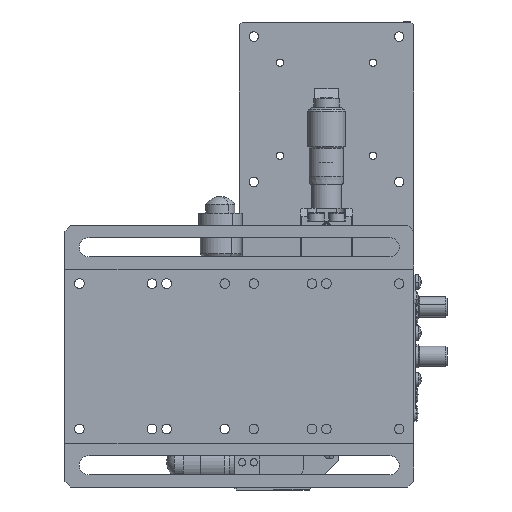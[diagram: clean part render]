
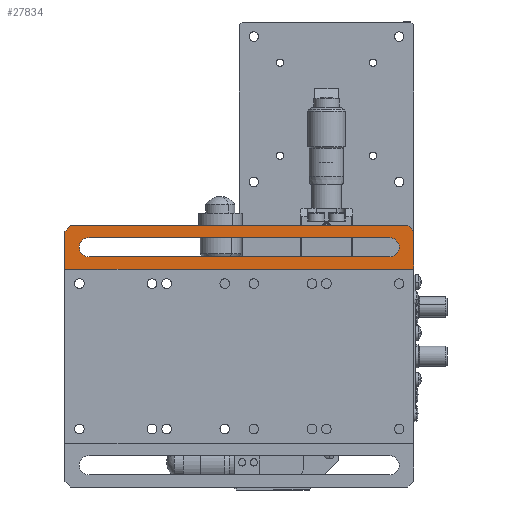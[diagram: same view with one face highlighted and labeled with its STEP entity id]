
A CAD part, front view. The second image highlights one B-rep face of the part: STEP entity #27834.
In plain terms, the highlighted planar face has unit normal (0, -1, 0).
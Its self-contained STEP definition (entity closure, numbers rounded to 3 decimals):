
#1865 = CARTESIAN_POINT ( 'NONE',  ( 60., 0., 30. ) ) ;
#1963 = ORIENTED_EDGE ( 'NONE', *, *, #23171, .F. ) ;
#2292 = DIRECTION ( 'NONE',  ( 0., 0., -1. ) ) ;
#2527 = VERTEX_POINT ( 'NONE', #7686 ) ;
#3148 = VERTEX_POINT ( 'NONE', #19760 ) ;
#3403 = EDGE_CURVE ( 'NONE', #3148, #37129, #53036, .T. ) ;
#6748 = DIRECTION ( 'NONE',  ( 0., 0., -1. ) ) ;
#7686 = CARTESIAN_POINT ( 'NONE',  ( 51.7, 0., 40.8 ) ) ;
#8774 = ORIENTED_EDGE ( 'NONE', *, *, #19756, .T. ) ;
#10292 = DIRECTION ( 'NONE',  ( -0.707, 0., 0.707 ) ) ;
#11849 = DIRECTION ( 'NONE',  ( 1., 0., 0. ) ) ;
#12012 = ORIENTED_EDGE ( 'NONE', *, *, #68221, .T. ) ;
#12436 = VECTOR ( 'NONE', #13657, 1000. ) ;
#13109 = FACE_OUTER_BOUND ( 'NONE', #49760, .T. ) ;
#13657 = DIRECTION ( 'NONE',  ( -1., 0., 0. ) ) ;
#14160 = ORIENTED_EDGE ( 'NONE', *, *, #24801, .F. ) ;
#15237 = VECTOR ( 'NONE', #10292, 1000. ) ;
#15684 = AXIS2_PLACEMENT_3D ( 'NONE', #49463, #48947, #61139 ) ;
#17688 = EDGE_CURVE ( 'NONE', #78874, #68164, #53163, .T. ) ;
#18256 = LINE ( 'NONE', #61122, #77365 ) ;
#18895 = VERTEX_POINT ( 'NONE', #32244 ) ;
#19535 = DIRECTION ( 'NONE',  ( 0., 1., 0. ) ) ;
#19586 = VERTEX_POINT ( 'NONE', #65939 ) ;
#19756 = EDGE_CURVE ( 'NONE', #2527, #28451, #63307, .T. ) ;
#19760 = CARTESIAN_POINT ( 'NONE',  ( 60., 0., 43. ) ) ;
#20370 = VECTOR ( 'NONE', #56377, 1000. ) ;
#21526 = ORIENTED_EDGE ( 'NONE', *, *, #75432, .F. ) ;
#23171 = EDGE_CURVE ( 'NONE', #19586, #28451, #41243, .T. ) ;
#23455 = CARTESIAN_POINT ( 'NONE',  ( -60., 0., 30. ) ) ;
#24801 = EDGE_CURVE ( 'NONE', #68164, #62924, #76667, .T. ) ;
#26283 = DIRECTION ( 'NONE',  ( 1., 0., 0. ) ) ;
#27164 = EDGE_CURVE ( 'NONE', #3148, #78874, #65523, .T. ) ;
#27834 = ADVANCED_FACE ( 'NONE', ( #13109, #31548 ), #58531, .T. ) ;
#28451 = VERTEX_POINT ( 'NONE', #57880 ) ;
#29566 = EDGE_LOOP ( 'NONE', ( #8774, #1963, #12012, #55417 ) ) ;
#29909 = ORIENTED_EDGE ( 'NONE', *, *, #51759, .T. ) ;
#31260 = DIRECTION ( 'NONE',  ( 0., 0., 1. ) ) ;
#31548 = FACE_BOUND ( 'NONE', #29566, .T. ) ;
#32244 = CARTESIAN_POINT ( 'NONE',  ( -51.7, 0., 40.8 ) ) ;
#34924 = CARTESIAN_POINT ( 'NONE',  ( 51.5, 0., 51.5 ) ) ;
#36041 = VECTOR ( 'NONE', #26283, 1000. ) ;
#37129 = VERTEX_POINT ( 'NONE', #40005 ) ;
#38032 = EDGE_CURVE ( 'NONE', #18895, #2527, #52483, .T. ) ;
#39047 = CARTESIAN_POINT ( 'NONE',  ( 0., 0., 0. ) ) ;
#40005 = CARTESIAN_POINT ( 'NONE',  ( 58., 0., 45. ) ) ;
#40422 = VECTOR ( 'NONE', #51176, 1000. ) ;
#40444 = DIRECTION ( 'NONE',  ( 1., 0., 0. ) ) ;
#41243 = LINE ( 'NONE', #71338, #68403 ) ;
#41268 = VERTEX_POINT ( 'NONE', #54160 ) ;
#41371 = AXIS2_PLACEMENT_3D ( 'NONE', #56147, #19535, #31260 ) ;
#44779 = CARTESIAN_POINT ( 'NONE',  ( -60., 0., 30. ) ) ;
#48947 = DIRECTION ( 'NONE',  ( 0., 1., 0. ) ) ;
#49463 = CARTESIAN_POINT ( 'NONE',  ( -51.7, 0., 37.5 ) ) ;
#49760 = EDGE_LOOP ( 'NONE', ( #64604, #49795, #21526, #29909, #14160, #57237 ) ) ;
#49795 = ORIENTED_EDGE ( 'NONE', *, *, #3403, .T. ) ;
#49965 = VECTOR ( 'NONE', #6748, 1000. ) ;
#50907 = CARTESIAN_POINT ( 'NONE',  ( -51.5, 0., 51.5 ) ) ;
#51176 = DIRECTION ( 'NONE',  ( -0.707, 0., -0.707 ) ) ;
#51759 = EDGE_CURVE ( 'NONE', #41268, #62924, #58825, .T. ) ;
#52483 = LINE ( 'NONE', #63473, #36041 ) ;
#53036 = LINE ( 'NONE', #34924, #15237 ) ;
#53163 = LINE ( 'NONE', #44779, #12436 ) ;
#54160 = CARTESIAN_POINT ( 'NONE',  ( -58., 0., 45. ) ) ;
#55417 = ORIENTED_EDGE ( 'NONE', *, *, #38032, .T. ) ;
#56147 = CARTESIAN_POINT ( 'NONE',  ( 51.7, 0., 37.5 ) ) ;
#56377 = DIRECTION ( 'NONE',  ( 0., 0., 1. ) ) ;
#57237 = ORIENTED_EDGE ( 'NONE', *, *, #17688, .F. ) ;
#57880 = CARTESIAN_POINT ( 'NONE',  ( 51.7, 0., 34.2 ) ) ;
#58531 = PLANE ( 'NONE',  #78860 ) ;
#58825 = LINE ( 'NONE', #50907, #40422 ) ;
#59393 = CIRCLE ( 'NONE', #15684, 3.3 ) ;
#60091 = CARTESIAN_POINT ( 'NONE',  ( -60., 0., 43. ) ) ;
#61122 = CARTESIAN_POINT ( 'NONE',  ( -60., 0., 45. ) ) ;
#61139 = DIRECTION ( 'NONE',  ( 0., 0., 1. ) ) ;
#62924 = VERTEX_POINT ( 'NONE', #60091 ) ;
#63307 = CIRCLE ( 'NONE', #41371, 3.3 ) ;
#63473 = CARTESIAN_POINT ( 'NONE',  ( -51.7, 0., 40.8 ) ) ;
#64604 = ORIENTED_EDGE ( 'NONE', *, *, #27164, .F. ) ;
#65523 = LINE ( 'NONE', #68172, #49965 ) ;
#65939 = CARTESIAN_POINT ( 'NONE',  ( -51.7, 0., 34.2 ) ) ;
#68164 = VERTEX_POINT ( 'NONE', #23455 ) ;
#68172 = CARTESIAN_POINT ( 'NONE',  ( 60., 0., 45. ) ) ;
#68221 = EDGE_CURVE ( 'NONE', #19586, #18895, #59393, .T. ) ;
#68312 = CARTESIAN_POINT ( 'NONE',  ( -60., 0., 45. ) ) ;
#68403 = VECTOR ( 'NONE', #40444, 1000. ) ;
#71338 = CARTESIAN_POINT ( 'NONE',  ( -51.7, 0., 34.2 ) ) ;
#75432 = EDGE_CURVE ( 'NONE', #41268, #37129, #18256, .T. ) ;
#76667 = LINE ( 'NONE', #68312, #20370 ) ;
#76716 = DIRECTION ( 'NONE',  ( 0., -1., 0. ) ) ;
#77365 = VECTOR ( 'NONE', #11849, 1000. ) ;
#78860 = AXIS2_PLACEMENT_3D ( 'NONE', #39047, #76716, #2292 ) ;
#78874 = VERTEX_POINT ( 'NONE', #1865 ) ;
